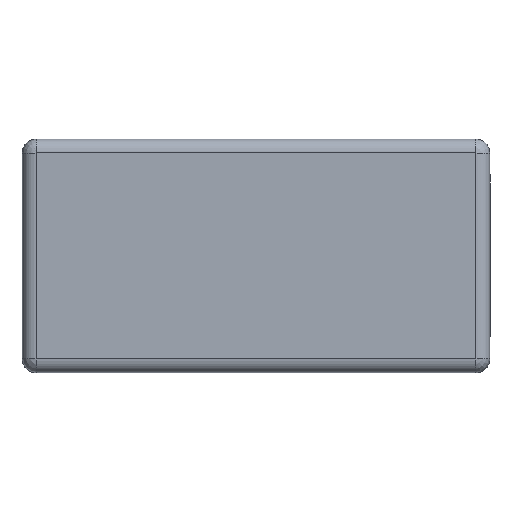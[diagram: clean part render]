
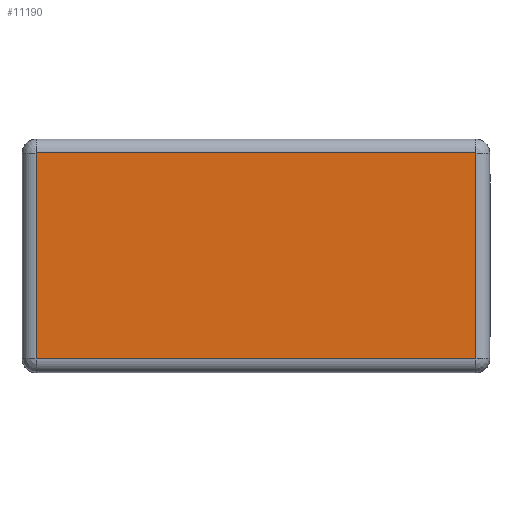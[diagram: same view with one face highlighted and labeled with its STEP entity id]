
A CAD part, top view. The second image highlights one B-rep face of the part: STEP entity #11190.
In plain terms, the highlighted face is planar.
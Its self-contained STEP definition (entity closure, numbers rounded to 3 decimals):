
#10601=CARTESIAN_POINT('',(43.822,-5.968,0.0));
#10602=VERTEX_POINT('',#10601);
#10610=CARTESIAN_POINT('',(43.819,-5.97,0.0));
#10611=VERTEX_POINT('',#10610);
#10612=CARTESIAN_POINT('',(43.822,-5.97,0.0));
#10613=DIRECTION('',(0.0,0.0,1.));
#10614=DIRECTION('',(-0.707,0.707,0.0));
#10615=AXIS2_PLACEMENT_3D('',#10612,#10613,#10614);
#10616=CIRCLE('',#10615,0.003);
#10617=EDGE_CURVE('',#10602,#10611,#10616,.T.);
#10645=CARTESIAN_POINT('',(53.222,-5.968,0.0));
#10646=VERTEX_POINT('',#10645);
#10654=CARTESIAN_POINT('',(53.222,-5.968,0.0));
#10655=DIRECTION('',(-1.0,0.0,0.0));
#10656=VECTOR('',#10655,9.4);
#10657=LINE('',#10654,#10656);
#10658=EDGE_CURVE('',#10646,#10602,#10657,.T.);
#10675=CARTESIAN_POINT('',(43.819,-10.37,0.0));
#10676=VERTEX_POINT('',#10675);
#10693=CARTESIAN_POINT('',(43.819,-5.97,0.0));
#10694=DIRECTION('',(0.0,-1.0,0.0));
#10695=VECTOR('',#10694,4.4);
#10696=LINE('',#10693,#10695);
#10697=EDGE_CURVE('',#10611,#10676,#10696,.T.);
#10757=CARTESIAN_POINT('',(53.224,-5.97,0.0));
#10758=VERTEX_POINT('',#10757);
#10766=CARTESIAN_POINT('',(53.222,-5.97,0.0));
#10767=DIRECTION('',(0.0,0.0,1.0));
#10768=DIRECTION('',(0.707,0.707,0.0));
#10769=AXIS2_PLACEMENT_3D('',#10766,#10767,#10768);
#10770=CIRCLE('',#10769,0.003);
#10771=EDGE_CURVE('',#10758,#10646,#10770,.T.);
#10837=CARTESIAN_POINT('',(43.822,-10.373,0.0));
#10838=VERTEX_POINT('',#10837);
#10856=CARTESIAN_POINT('',(43.822,-10.37,0.0));
#10857=DIRECTION('',(0.0,0.0,1.));
#10858=DIRECTION('',(-0.707,-0.707,0.0));
#10859=AXIS2_PLACEMENT_3D('',#10856,#10857,#10858);
#10860=CIRCLE('',#10859,0.003);
#10861=EDGE_CURVE('',#10676,#10838,#10860,.T.);
#10873=CARTESIAN_POINT('',(53.224,-10.37,0.0));
#10874=VERTEX_POINT('',#10873);
#10882=CARTESIAN_POINT('',(53.224,-10.37,0.0));
#10883=DIRECTION('',(0.0,1.0,0.0));
#10884=VECTOR('',#10883,4.4);
#10885=LINE('',#10882,#10884);
#10886=EDGE_CURVE('',#10874,#10758,#10885,.T.);
#10903=CARTESIAN_POINT('',(53.222,-10.373,0.0));
#10904=VERTEX_POINT('',#10903);
#10921=CARTESIAN_POINT('',(43.822,-10.373,0.0));
#10922=DIRECTION('',(1.0,0.0,0.0));
#10923=VECTOR('',#10922,9.4);
#10924=LINE('',#10921,#10923);
#10925=EDGE_CURVE('',#10838,#10904,#10924,.T.);
#10992=CARTESIAN_POINT('',(53.222,-10.37,0.0));
#10993=DIRECTION('',(0.0,0.0,1.0));
#10994=DIRECTION('',(0.707,-0.707,0.0));
#10995=AXIS2_PLACEMENT_3D('',#10992,#10993,#10994);
#10996=CIRCLE('',#10995,0.003);
#10997=EDGE_CURVE('',#10904,#10874,#10996,.T.);
#11175=CARTESIAN_POINT('',(48.522,-8.17,0.0));
#11176=DIRECTION('',(0.0,0.0,1.0));
#11177=DIRECTION('',(1.0,0.0,0.0));
#11178=AXIS2_PLACEMENT_3D('',#11175,#11176,#11177);
#11179=PLANE('',#11178);
#11180=ORIENTED_EDGE('',*,*,#10617,.F.);
#11181=ORIENTED_EDGE('',*,*,#10658,.F.);
#11182=ORIENTED_EDGE('',*,*,#10771,.F.);
#11183=ORIENTED_EDGE('',*,*,#10886,.F.);
#11184=ORIENTED_EDGE('',*,*,#10997,.F.);
#11185=ORIENTED_EDGE('',*,*,#10925,.F.);
#11186=ORIENTED_EDGE('',*,*,#10861,.F.);
#11187=ORIENTED_EDGE('',*,*,#10697,.F.);
#11188=EDGE_LOOP('',(#11180,#11181,#11182,#11183,#11184,#11185,#11186,#11187));
#11189=FACE_OUTER_BOUND('',#11188,.T.);
#11190=ADVANCED_FACE('',(#11189),#11179,.F.);
